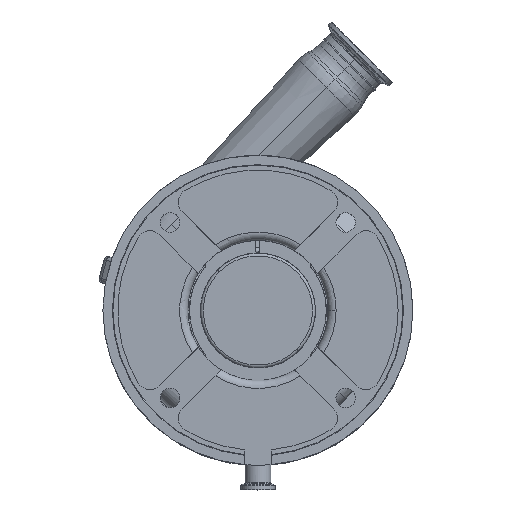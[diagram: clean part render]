
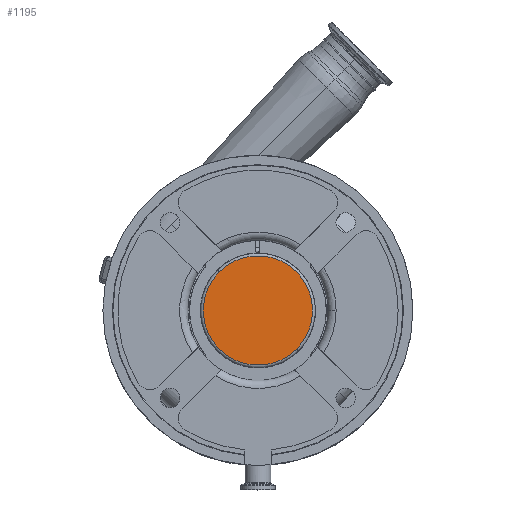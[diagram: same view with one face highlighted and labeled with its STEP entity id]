
A CAD part, top view. The second image highlights one B-rep face of the part: STEP entity #1195.
In plain terms, the highlighted planar face has unit normal (0, 0, 1).
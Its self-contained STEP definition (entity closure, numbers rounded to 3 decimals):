
#595 = VERTEX_POINT ( 'NONE', #4791 ) ;
#1195 = ADVANCED_FACE ( 'NONE', ( #8877 ), #19141, .F. ) ;
#1435 = AXIS2_PLACEMENT_3D ( 'NONE', #4429, #17774, #8973 ) ;
#2260 = CARTESIAN_POINT ( 'NONE',  ( 0., 0., 65. ) ) ;
#4429 = CARTESIAN_POINT ( 'NONE',  ( 0., 0., 65. ) ) ;
#4601 = CARTESIAN_POINT ( 'NONE',  ( 0., 0., 65. ) ) ;
#4791 = CARTESIAN_POINT ( 'NONE',  ( -28.674, 28.674, 65. ) ) ;
#8877 = FACE_OUTER_BOUND ( 'NONE', #15727, .T. ) ;
#8973 = DIRECTION ( 'NONE',  ( -0.707, 0.707, 0. ) ) ;
#9398 = AXIS2_PLACEMENT_3D ( 'NONE', #4601, #10577, #17939 ) ;
#9519 = ORIENTED_EDGE ( 'NONE', *, *, #16220, .T. ) ;
#9537 = DIRECTION ( 'NONE',  ( -0.707, 0.707, 0. ) ) ;
#9703 = AXIS2_PLACEMENT_3D ( 'NONE', #2260, #18641, #9537 ) ;
#10577 = DIRECTION ( 'NONE',  ( 0., 0., 1. ) ) ;
#11347 = ORIENTED_EDGE ( 'NONE', *, *, #16030, .T. ) ;
#12213 = CIRCLE ( 'NONE', #9398, 40.552 ) ;
#12553 = VERTEX_POINT ( 'NONE', #16212 ) ;
#15727 = EDGE_LOOP ( 'NONE', ( #9519, #11347 ) ) ;
#16030 = EDGE_CURVE ( 'NONE', #12553, #595, #16570, .T. ) ;
#16212 = CARTESIAN_POINT ( 'NONE',  ( 28.674, -28.674, 65. ) ) ;
#16220 = EDGE_CURVE ( 'NONE', #595, #12553, #12213, .T. ) ;
#16570 = CIRCLE ( 'NONE', #9703, 40.552 ) ;
#17774 = DIRECTION ( 'NONE',  ( 0., 0., -1. ) ) ;
#17939 = DIRECTION ( 'NONE',  ( -0.707, 0.707, 0. ) ) ;
#18641 = DIRECTION ( 'NONE',  ( 0., 0., 1. ) ) ;
#19141 = PLANE ( 'NONE',  #1435 ) ;
